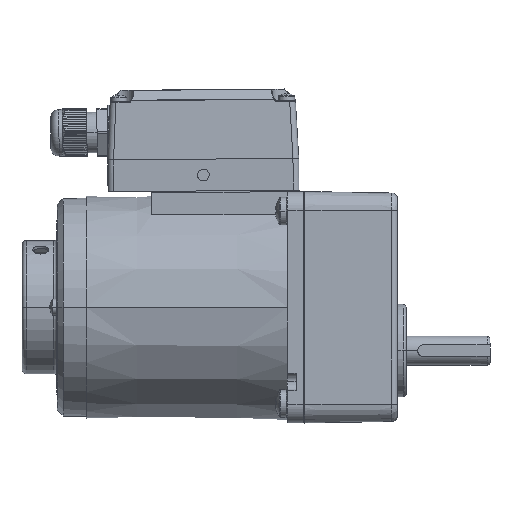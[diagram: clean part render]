
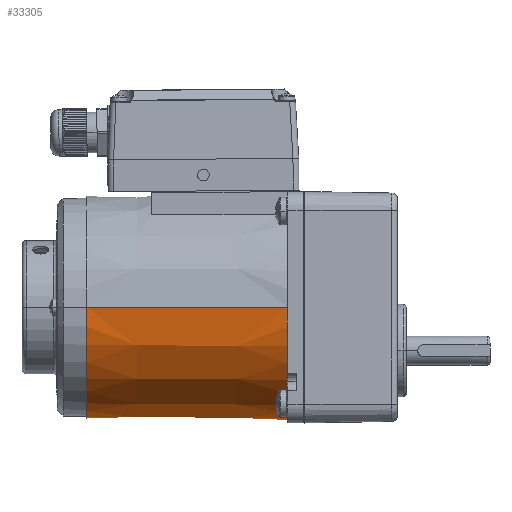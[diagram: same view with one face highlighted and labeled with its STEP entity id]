
A CAD part, left-side view. The second image highlights one B-rep face of the part: STEP entity #33305.
In plain terms, the highlighted conical face has half-angle 0.47 degrees and reference radius 38.662 mm.
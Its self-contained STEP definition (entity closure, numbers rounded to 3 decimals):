
#405 = CARTESIAN_POINT ( 'NONE',  ( -38.377, 69.5, 0. ) ) ;
#935 = LINE ( 'NONE', #31713, #3594 ) ;
#1833 = CONICAL_SURFACE ( 'NONE', #7640, 38.662, 0.008 ) ;
#2955 = LINE ( 'NONE', #37551, #32191 ) ;
#3594 = VECTOR ( 'NONE', #29063, 1000. ) ;
#3757 = CARTESIAN_POINT ( 'NONE',  ( 38.947, 0., 0. ) ) ;
#5286 = ORIENTED_EDGE ( 'NONE', *, *, #9548, .F. ) ;
#5651 = CIRCLE ( 'NONE', #37973, 38.947 ) ;
#6999 = DIRECTION ( 'NONE',  ( 0., 1., 0. ) ) ;
#7640 = AXIS2_PLACEMENT_3D ( 'NONE', #27271, #9041, #8664 ) ;
#8664 = DIRECTION ( 'NONE',  ( -1., 0., 0. ) ) ;
#9041 = DIRECTION ( 'NONE',  ( 0., -1., 0. ) ) ;
#9548 = EDGE_CURVE ( 'NONE', #17390, #21620, #935, .T. ) ;
#14543 = FACE_OUTER_BOUND ( 'NONE', #23455, .T. ) ;
#14610 = EDGE_CURVE ( 'NONE', #26044, #21405, #2955, .T. ) ;
#14661 = EDGE_CURVE ( 'NONE', #17390, #26044, #5651, .T. ) ;
#15921 = DIRECTION ( 'NONE',  ( 1., 0., 0. ) ) ;
#16122 = EDGE_CURVE ( 'NONE', #21620, #21405, #21829, .T. ) ;
#17390 = VERTEX_POINT ( 'NONE', #3757 ) ;
#18947 = CARTESIAN_POINT ( 'NONE',  ( 0., 0., 0. ) ) ;
#19333 = DIRECTION ( 'NONE',  ( 1., 0., 0. ) ) ;
#20221 = CARTESIAN_POINT ( 'NONE',  ( 38.377, 69.5, 0. ) ) ;
#21405 = VERTEX_POINT ( 'NONE', #405 ) ;
#21620 = VERTEX_POINT ( 'NONE', #20221 ) ;
#21829 = CIRCLE ( 'NONE', #27658, 38.377 ) ;
#23455 = EDGE_LOOP ( 'NONE', ( #5286, #30405, #28151, #26355 ) ) ;
#26044 = VERTEX_POINT ( 'NONE', #30366 ) ;
#26355 = ORIENTED_EDGE ( 'NONE', *, *, #16122, .F. ) ;
#27271 = CARTESIAN_POINT ( 'NONE',  ( 0., 34.75, 0. ) ) ;
#27658 = AXIS2_PLACEMENT_3D ( 'NONE', #34736, #6999, #19333 ) ;
#27864 = DIRECTION ( 'NONE',  ( 0.008, 1., 0. ) ) ;
#28151 = ORIENTED_EDGE ( 'NONE', *, *, #14610, .T. ) ;
#29063 = DIRECTION ( 'NONE',  ( -0.008, 1., 0. ) ) ;
#30366 = CARTESIAN_POINT ( 'NONE',  ( -38.947, 0., 0. ) ) ;
#30405 = ORIENTED_EDGE ( 'NONE', *, *, #14661, .T. ) ;
#31713 = CARTESIAN_POINT ( 'NONE',  ( 38.947, 0., 0. ) ) ;
#32191 = VECTOR ( 'NONE', #27864, 1000. ) ;
#33305 = ADVANCED_FACE ( 'NONE', ( #14543 ), #1833, .T. ) ;
#34736 = CARTESIAN_POINT ( 'NONE',  ( 0., 69.5, 0. ) ) ;
#37551 = CARTESIAN_POINT ( 'NONE',  ( -38.947, 0., 0. ) ) ;
#37973 = AXIS2_PLACEMENT_3D ( 'NONE', #18947, #39991, #15921 ) ;
#39991 = DIRECTION ( 'NONE',  ( 0., 1., 0. ) ) ;
